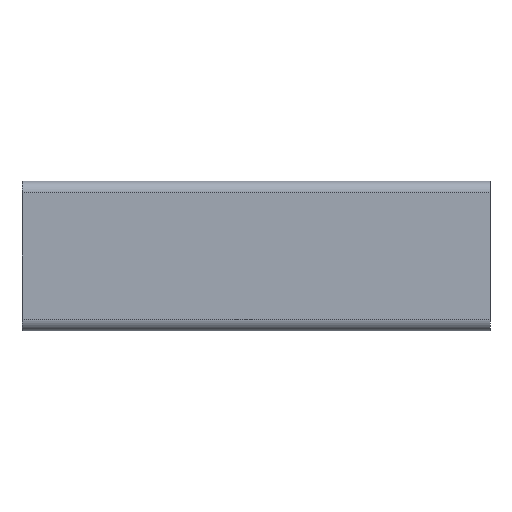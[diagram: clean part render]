
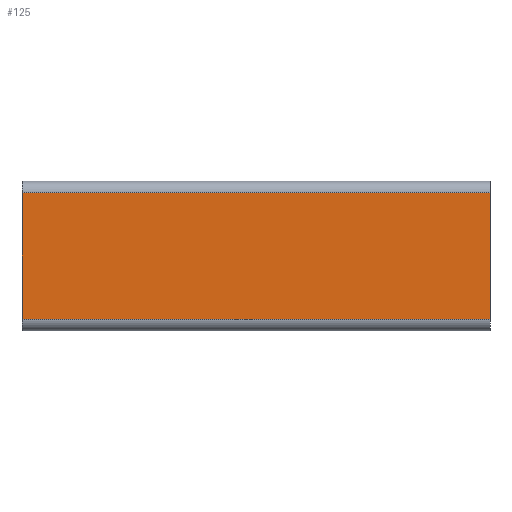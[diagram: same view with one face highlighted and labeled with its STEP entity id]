
A CAD part, front view. The second image highlights one B-rep face of the part: STEP entity #125.
In plain terms, the highlighted planar face has unit normal (0, -1, 0).
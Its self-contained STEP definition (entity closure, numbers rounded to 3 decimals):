
#22 = CARTESIAN_POINT ( 'NONE',  ( 41.509, 48.297, 20. ) ) ;
#26 = CARTESIAN_POINT ( 'NONE',  ( -58.491, 48.297, -7. ) ) ;
#27 = VECTOR ( 'NONE', #746, 1000. ) ;
#28 = FACE_OUTER_BOUND ( 'NONE', #687, .T. ) ;
#30 = DIRECTION ( 'NONE',  ( 0., 0., 1. ) ) ;
#39 = DIRECTION ( 'NONE',  ( -1., 0., 0. ) ) ;
#53 = ORIENTED_EDGE ( 'NONE', *, *, #221, .T. ) ;
#68 = VECTOR ( 'NONE', #91, 1000. ) ;
#91 = DIRECTION ( 'NONE',  ( 0., 0., -1. ) ) ;
#100 = ORIENTED_EDGE ( 'NONE', *, *, #246, .F. ) ;
#125 = ADVANCED_FACE ( 'NONE', ( #28 ), #217, .F. ) ;
#138 = EDGE_CURVE ( 'NONE', #265, #782, #462, .T. ) ;
#165 = CARTESIAN_POINT ( 'NONE',  ( 41.509, 48.297, -7. ) ) ;
#185 = VECTOR ( 'NONE', #39, 1000. ) ;
#217 = PLANE ( 'NONE',  #254 ) ;
#221 = EDGE_CURVE ( 'NONE', #265, #451, #815, .T. ) ;
#238 = CARTESIAN_POINT ( 'NONE',  ( 41.509, 48.297, -7. ) ) ;
#246 = EDGE_CURVE ( 'NONE', #782, #355, #573, .T. ) ;
#254 = AXIS2_PLACEMENT_3D ( 'NONE', #533, #543, #30 ) ;
#265 = VERTEX_POINT ( 'NONE', #434 ) ;
#284 = ORIENTED_EDGE ( 'NONE', *, *, #594, .T. ) ;
#319 = LINE ( 'NONE', #26, #68 ) ;
#355 = VERTEX_POINT ( 'NONE', #760 ) ;
#434 = CARTESIAN_POINT ( 'NONE',  ( 41.509, 48.297, 20. ) ) ;
#451 = VERTEX_POINT ( 'NONE', #508 ) ;
#462 = LINE ( 'NONE', #238, #729 ) ;
#496 = ORIENTED_EDGE ( 'NONE', *, *, #138, .F. ) ;
#504 = CARTESIAN_POINT ( 'NONE',  ( 41.509, 48.297, -7. ) ) ;
#508 = CARTESIAN_POINT ( 'NONE',  ( -58.491, 48.297, 20. ) ) ;
#533 = CARTESIAN_POINT ( 'NONE',  ( 41.509, 48.297, -7. ) ) ;
#543 = DIRECTION ( 'NONE',  ( 0., 1., 0. ) ) ;
#573 = LINE ( 'NONE', #165, #185 ) ;
#594 = EDGE_CURVE ( 'NONE', #451, #355, #319, .T. ) ;
#610 = DIRECTION ( 'NONE',  ( 0., 0., -1. ) ) ;
#687 = EDGE_LOOP ( 'NONE', ( #284, #100, #496, #53 ) ) ;
#729 = VECTOR ( 'NONE', #610, 1000. ) ;
#746 = DIRECTION ( 'NONE',  ( -1., 0., 0. ) ) ;
#760 = CARTESIAN_POINT ( 'NONE',  ( -58.491, 48.297, -7. ) ) ;
#782 = VERTEX_POINT ( 'NONE', #504 ) ;
#815 = LINE ( 'NONE', #22, #27 ) ;
